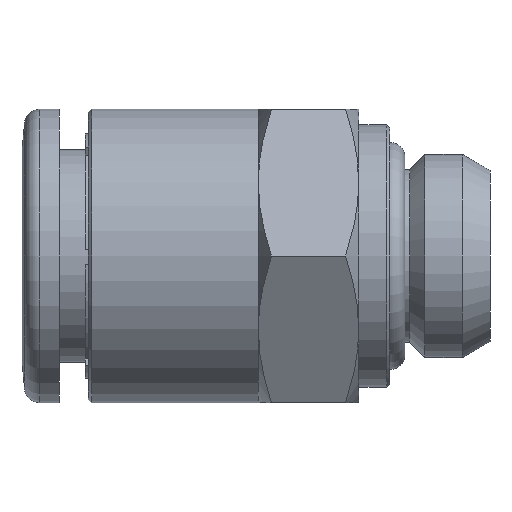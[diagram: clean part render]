
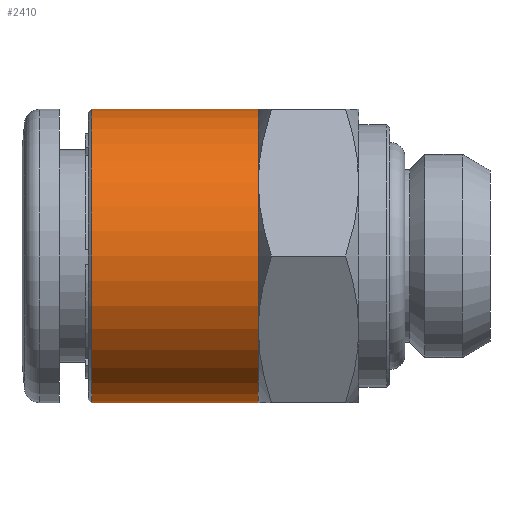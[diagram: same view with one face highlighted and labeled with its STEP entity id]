
A CAD part, left-side view. The second image highlights one B-rep face of the part: STEP entity #2410.
In plain terms, the highlighted cylindrical face has radius 9.5 mm (diameter 19 mm), a partial arc.
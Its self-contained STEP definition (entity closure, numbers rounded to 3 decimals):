
#16 = VECTOR ( 'NONE', #1179, 1000. ) ;
#49 = EDGE_CURVE ( 'NONE', #2076, #1750, #3319, .T. ) ;
#50 = VERTEX_POINT ( 'NONE', #161 ) ;
#105 = CARTESIAN_POINT ( 'NONE',  ( 0., 33.05, -9.5 ) ) ;
#150 = CARTESIAN_POINT ( 'NONE',  ( 0., 33.05, 0. ) ) ;
#153 = CARTESIAN_POINT ( 'NONE',  ( 0., 33.05, 9.5 ) ) ;
#161 = CARTESIAN_POINT ( 'NONE',  ( 0., 25.8, -9.5 ) ) ;
#314 = DIRECTION ( 'NONE',  ( 0., 0., 1. ) ) ;
#454 = VERTEX_POINT ( 'NONE', #2990 ) ;
#598 = DIRECTION ( 'NONE',  ( 0., -1., 0. ) ) ;
#620 = EDGE_CURVE ( 'NONE', #454, #2076, #1210, .T. ) ;
#662 = AXIS2_PLACEMENT_3D ( 'NONE', #150, #1950, #2284 ) ;
#666 = LINE ( 'NONE', #105, #2650 ) ;
#712 = AXIS2_PLACEMENT_3D ( 'NONE', #985, #2001, #1979 ) ;
#716 = ORIENTED_EDGE ( 'NONE', *, *, #1791, .F. ) ;
#740 = CYLINDRICAL_SURFACE ( 'NONE', #662, 9.5 ) ;
#820 = VERTEX_POINT ( 'NONE', #2209 ) ;
#839 = EDGE_LOOP ( 'NONE', ( #716, #1822, #3063, #2648, #2890, #3311 ) ) ;
#985 = CARTESIAN_POINT ( 'NONE',  ( 0., 25.8, 0. ) ) ;
#1179 = DIRECTION ( 'NONE',  ( 0., 1., 0. ) ) ;
#1210 = CIRCLE ( 'NONE', #2504, 9.5 ) ;
#1238 = FACE_OUTER_BOUND ( 'NONE', #839, .T. ) ;
#1261 = CARTESIAN_POINT ( 'NONE',  ( 0., 25.8, 9.5 ) ) ;
#1280 = CARTESIAN_POINT ( 'NONE',  ( 0., 15., -9.5 ) ) ;
#1295 = CARTESIAN_POINT ( 'NONE',  ( -8.227, 15., -4.75 ) ) ;
#1329 = AXIS2_PLACEMENT_3D ( 'NONE', #1403, #2184, #2958 ) ;
#1360 = CIRCLE ( 'NONE', #712, 9.5 ) ;
#1403 = CARTESIAN_POINT ( 'NONE',  ( 0., 15., 0. ) ) ;
#1509 = CIRCLE ( 'NONE', #2054, 9.5 ) ;
#1524 = VERTEX_POINT ( 'NONE', #1261 ) ;
#1640 = DIRECTION ( 'NONE',  ( 0., 0., 1. ) ) ;
#1750 = VERTEX_POINT ( 'NONE', #1280 ) ;
#1777 = EDGE_CURVE ( 'NONE', #820, #1524, #2456, .T. ) ;
#1785 = CARTESIAN_POINT ( 'NONE',  ( 0., 15., 0. ) ) ;
#1791 = EDGE_CURVE ( 'NONE', #1750, #50, #666, .T. ) ;
#1822 = ORIENTED_EDGE ( 'NONE', *, *, #49, .F. ) ;
#1950 = DIRECTION ( 'NONE',  ( 0., 1., 0. ) ) ;
#1979 = DIRECTION ( 'NONE',  ( 0., 0., 1. ) ) ;
#2001 = DIRECTION ( 'NONE',  ( 0., 1., 0. ) ) ;
#2054 = AXIS2_PLACEMENT_3D ( 'NONE', #3191, #598, #1640 ) ;
#2076 = VERTEX_POINT ( 'NONE', #1295 ) ;
#2184 = DIRECTION ( 'NONE',  ( 0., -1., 0. ) ) ;
#2209 = CARTESIAN_POINT ( 'NONE',  ( 0., 15., 9.5 ) ) ;
#2259 = EDGE_CURVE ( 'NONE', #820, #454, #1509, .T. ) ;
#2284 = DIRECTION ( 'NONE',  ( 0., 0., 1. ) ) ;
#2378 = EDGE_CURVE ( 'NONE', #50, #1524, #1360, .T. ) ;
#2410 = ADVANCED_FACE ( 'NONE', ( #1238 ), #740, .T. ) ;
#2456 = LINE ( 'NONE', #153, #16 ) ;
#2504 = AXIS2_PLACEMENT_3D ( 'NONE', #1785, #2837, #314 ) ;
#2648 = ORIENTED_EDGE ( 'NONE', *, *, #2259, .F. ) ;
#2650 = VECTOR ( 'NONE', #2715, 1000. ) ;
#2715 = DIRECTION ( 'NONE',  ( 0., 1., 0. ) ) ;
#2837 = DIRECTION ( 'NONE',  ( 0., -1., 0. ) ) ;
#2890 = ORIENTED_EDGE ( 'NONE', *, *, #1777, .T. ) ;
#2958 = DIRECTION ( 'NONE',  ( 0., 0., 1. ) ) ;
#2990 = CARTESIAN_POINT ( 'NONE',  ( -8.227, 15., 4.75 ) ) ;
#3063 = ORIENTED_EDGE ( 'NONE', *, *, #620, .F. ) ;
#3191 = CARTESIAN_POINT ( 'NONE',  ( 0., 15., 0. ) ) ;
#3311 = ORIENTED_EDGE ( 'NONE', *, *, #2378, .F. ) ;
#3319 = CIRCLE ( 'NONE', #1329, 9.5 ) ;
